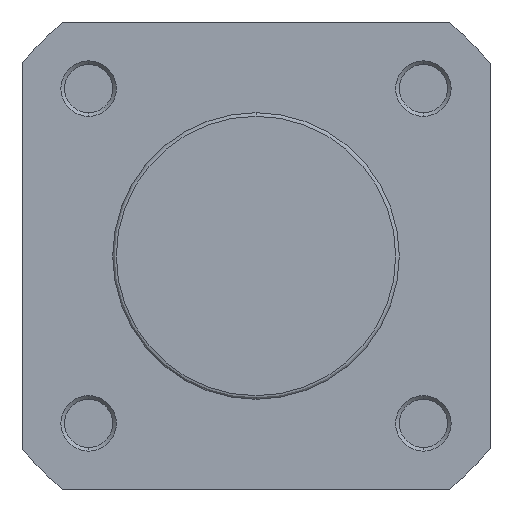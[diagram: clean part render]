
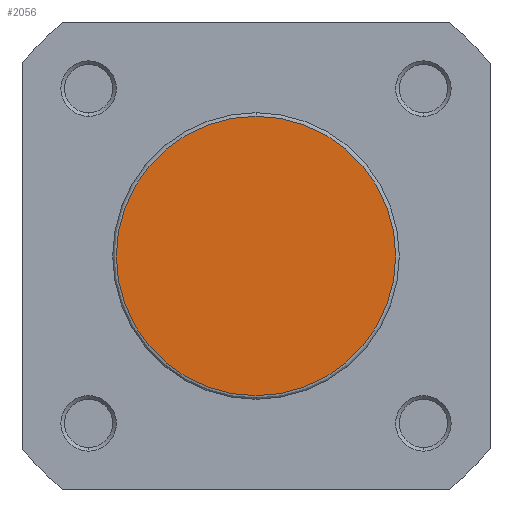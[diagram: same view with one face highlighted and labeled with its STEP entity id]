
A CAD part, left-side view. The second image highlights one B-rep face of the part: STEP entity #2056.
In plain terms, the highlighted planar face has unit normal (-1, 0, 0).
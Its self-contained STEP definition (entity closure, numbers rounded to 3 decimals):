
#18 = AXIS2_PLACEMENT_3D ( 'NONE', #1218, #1219, #1220 ) ;
#118 = AXIS2_PLACEMENT_3D ( 'NONE', #3459, #3462, #3463 ) ;
#128 = AXIS2_PLACEMENT_3D ( 'NONE', #1361, #1368, #1369 ) ;
#730 = CIRCLE ( 'NONE', #18, 19.4 ) ;
#814 = CIRCLE ( 'NONE', #128, 19.4 ) ;
#1218 = CARTESIAN_POINT ( 'NONE',  ( 0., 0., 0. ) ) ;
#1219 = DIRECTION ( 'NONE',  ( -1., 0., 0. ) ) ;
#1220 = DIRECTION ( 'NONE',  ( 0., 0., -1. ) ) ;
#1361 = CARTESIAN_POINT ( 'NONE',  ( 0., 0., 0. ) ) ;
#1368 = DIRECTION ( 'NONE',  ( -1., 0., 0. ) ) ;
#1369 = DIRECTION ( 'NONE',  ( 0., 0., -1. ) ) ;
#1821 = CARTESIAN_POINT ( 'NONE',  ( 0., 0., -19.4 ) ) ;
#1838 = CARTESIAN_POINT ( 'NONE',  ( 0., 0., 19.4 ) ) ;
#2056 = ADVANCED_FACE ( 'NONE', ( #2271 ), #3460, .F. ) ;
#2271 = FACE_OUTER_BOUND ( 'NONE', #5311, .T. ) ;
#2842 = EDGE_CURVE ( 'NONE', #5534, #5517, #730, .T. ) ;
#2901 = EDGE_CURVE ( 'NONE', #5517, #5534, #814, .T. ) ;
#3459 = CARTESIAN_POINT ( 'NONE',  ( 0., 19.9, 0. ) ) ;
#3460 = PLANE ( 'NONE',  #118 ) ;
#3462 = DIRECTION ( 'NONE',  ( 1., 0., 0. ) ) ;
#3463 = DIRECTION ( 'NONE',  ( 0., 0., -1. ) ) ;
#4532 = ORIENTED_EDGE ( 'NONE', *, *, #2842, .T. ) ;
#4533 = ORIENTED_EDGE ( 'NONE', *, *, #2901, .T. ) ;
#5311 = EDGE_LOOP ( 'NONE', ( #4533, #4532 ) ) ;
#5517 = VERTEX_POINT ( 'NONE', #1821 ) ;
#5534 = VERTEX_POINT ( 'NONE', #1838 ) ;
